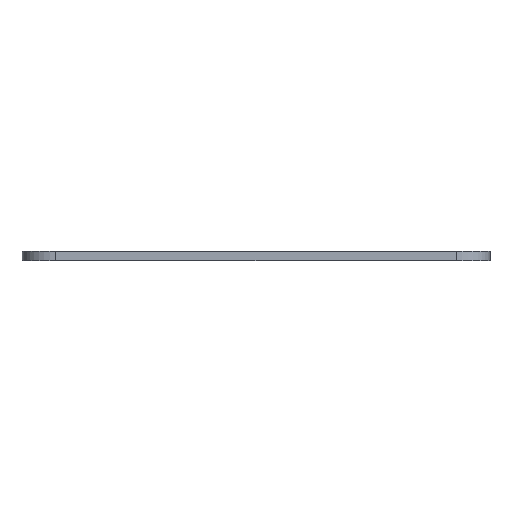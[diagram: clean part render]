
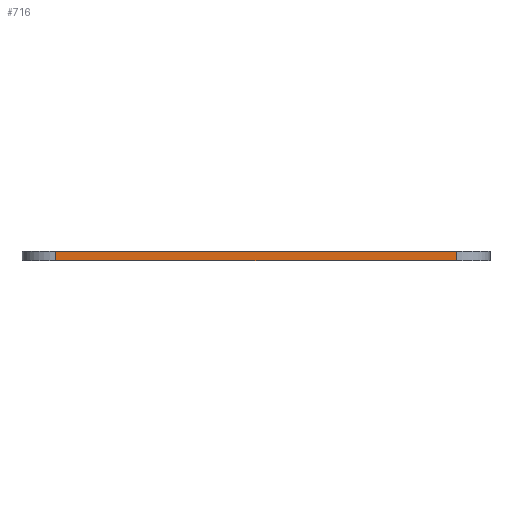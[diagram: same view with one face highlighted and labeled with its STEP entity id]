
A CAD part, left-side view. The second image highlights one B-rep face of the part: STEP entity #716.
In plain terms, the highlighted planar face has unit normal (-1, 0, 0).
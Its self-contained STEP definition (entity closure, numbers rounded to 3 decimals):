
#44 = CARTESIAN_POINT ( 'NONE',  ( -20.7, 17.7, 0.81 ) ) ;
#52 = FACE_OUTER_BOUND ( 'NONE', #408, .T. ) ;
#80 = VECTOR ( 'NONE', #570, 1000. ) ;
#83 = CARTESIAN_POINT ( 'NONE',  ( -20.7, -17.7, 0.81 ) ) ;
#95 = EDGE_CURVE ( 'NONE', #342, #654, #337, .T. ) ;
#138 = VERTEX_POINT ( 'NONE', #639 ) ;
#147 = CARTESIAN_POINT ( 'NONE',  ( -20.7, -17.7, 0.81 ) ) ;
#157 = CARTESIAN_POINT ( 'NONE',  ( -20.7, -17.7, 0. ) ) ;
#168 = CARTESIAN_POINT ( 'NONE',  ( -20.7, -17.7, 0.81 ) ) ;
#182 = DIRECTION ( 'NONE',  ( 0., -1., 0. ) ) ;
#210 = LINE ( 'NONE', #147, #80 ) ;
#252 = VECTOR ( 'NONE', #334, 1000. ) ;
#289 = CARTESIAN_POINT ( 'NONE',  ( -20.7, -17.7, 0. ) ) ;
#304 = VERTEX_POINT ( 'NONE', #157 ) ;
#306 = VECTOR ( 'NONE', #571, 1000. ) ;
#311 = EDGE_CURVE ( 'NONE', #342, #138, #576, .T. ) ;
#326 = VECTOR ( 'NONE', #182, 1000. ) ;
#333 = CARTESIAN_POINT ( 'NONE',  ( -20.7, 17.7, 0.81 ) ) ;
#334 = DIRECTION ( 'NONE',  ( 0., -1., 0. ) ) ;
#337 = LINE ( 'NONE', #83, #252 ) ;
#342 = VERTEX_POINT ( 'NONE', #333 ) ;
#358 = DIRECTION ( 'NONE',  ( 1., 0., 0. ) ) ;
#408 = EDGE_LOOP ( 'NONE', ( #593, #473, #657, #545 ) ) ;
#460 = DIRECTION ( 'NONE',  ( 0., 0., -1. ) ) ;
#473 = ORIENTED_EDGE ( 'NONE', *, *, #518, .F. ) ;
#501 = CARTESIAN_POINT ( 'NONE',  ( -20.7, -17.7, 0.81 ) ) ;
#503 = AXIS2_PLACEMENT_3D ( 'NONE', #168, #358, #460 ) ;
#518 = EDGE_CURVE ( 'NONE', #654, #304, #210, .T. ) ;
#545 = ORIENTED_EDGE ( 'NONE', *, *, #311, .T. ) ;
#570 = DIRECTION ( 'NONE',  ( 0., 0., -1. ) ) ;
#571 = DIRECTION ( 'NONE',  ( 0., 0., -1. ) ) ;
#576 = LINE ( 'NONE', #44, #306 ) ;
#579 = LINE ( 'NONE', #289, #326 ) ;
#584 = PLANE ( 'NONE',  #503 ) ;
#593 = ORIENTED_EDGE ( 'NONE', *, *, #707, .T. ) ;
#639 = CARTESIAN_POINT ( 'NONE',  ( -20.7, 17.7, 0. ) ) ;
#654 = VERTEX_POINT ( 'NONE', #501 ) ;
#657 = ORIENTED_EDGE ( 'NONE', *, *, #95, .F. ) ;
#707 = EDGE_CURVE ( 'NONE', #138, #304, #579, .T. ) ;
#716 = ADVANCED_FACE ( 'NONE', ( #52 ), #584, .F. ) ;
